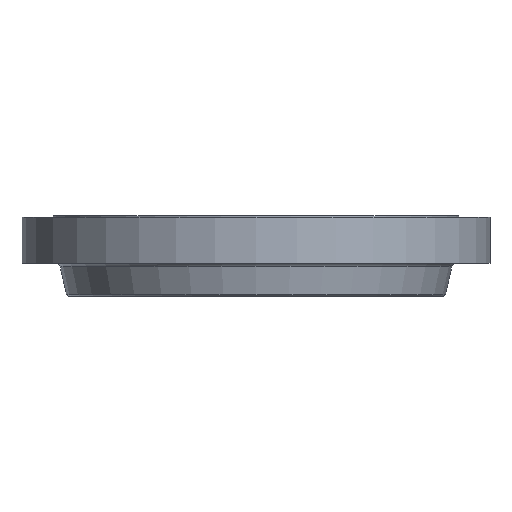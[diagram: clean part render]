
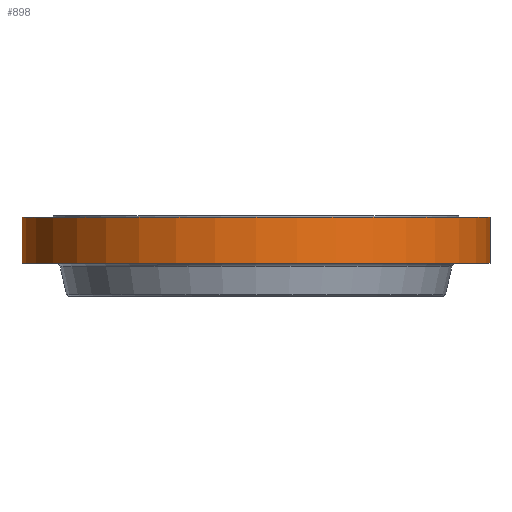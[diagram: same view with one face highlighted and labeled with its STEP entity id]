
A CAD part, front view. The second image highlights one B-rep face of the part: STEP entity #898.
In plain terms, the highlighted cylindrical face has radius 942.975 mm (diameter 1885.95 mm), a partial arc.
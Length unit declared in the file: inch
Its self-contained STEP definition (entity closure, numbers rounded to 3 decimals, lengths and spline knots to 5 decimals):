
#76 = AXIS2_PLACEMENT_3D ( 'NONE', #1042, #2872, #1953 ) ;
#146 = DIRECTION ( 'NONE',  ( 0., 0., 1. ) ) ;
#251 = LINE ( 'NONE', #1142, #1374 ) ;
#380 = CARTESIAN_POINT ( 'NONE',  ( 37.125, 0., -0.25 ) ) ;
#569 = VERTEX_POINT ( 'NONE', #380 ) ;
#578 = DIRECTION ( 'NONE',  ( 1., 0., 0. ) ) ;
#604 = ORIENTED_EDGE ( 'NONE', *, *, #1314, .F. ) ;
#614 = CARTESIAN_POINT ( 'NONE',  ( 0., 0., 0. ) ) ;
#626 = DIRECTION ( 'NONE',  ( 1., 0., 0. ) ) ;
#715 = LINE ( 'NONE', #1955, #817 ) ;
#817 = VECTOR ( 'NONE', #2400, 39.37008 ) ;
#820 = CARTESIAN_POINT ( 'NONE',  ( 0., 0., -0.25 ) ) ;
#898 = ADVANCED_FACE ( 'NONE', ( #2571 ), #1931, .T. ) ;
#1042 = CARTESIAN_POINT ( 'NONE',  ( 0., 0., -7.5625 ) ) ;
#1134 = VERTEX_POINT ( 'NONE', #1215 ) ;
#1142 = CARTESIAN_POINT ( 'NONE',  ( 37.125, 0., 0. ) ) ;
#1163 = VERTEX_POINT ( 'NONE', #2746 ) ;
#1215 = CARTESIAN_POINT ( 'NONE',  ( -37.125, 0., -7.5625 ) ) ;
#1218 = ORIENTED_EDGE ( 'NONE', *, *, #2570, .T. ) ;
#1233 = CIRCLE ( 'NONE', #76, 37.125 ) ;
#1314 = EDGE_CURVE ( 'NONE', #1134, #1163, #715, .T. ) ;
#1374 = VECTOR ( 'NONE', #2026, 39.37008 ) ;
#1480 = ORIENTED_EDGE ( 'NONE', *, *, #1890, .F. ) ;
#1873 = AXIS2_PLACEMENT_3D ( 'NONE', #614, #146, #626 ) ;
#1890 = EDGE_CURVE ( 'NONE', #1163, #569, #2286, .T. ) ;
#1931 = CYLINDRICAL_SURFACE ( 'NONE', #1873, 37.125 ) ;
#1953 = DIRECTION ( 'NONE',  ( 1., 0., 0. ) ) ;
#1955 = CARTESIAN_POINT ( 'NONE',  ( -37.125, 0., 0. ) ) ;
#2012 = ORIENTED_EDGE ( 'NONE', *, *, #2354, .T. ) ;
#2026 = DIRECTION ( 'NONE',  ( 0., 0., 1. ) ) ;
#2286 = CIRCLE ( 'NONE', #2667, 37.125 ) ;
#2329 = DIRECTION ( 'NONE',  ( 0., 0., 1. ) ) ;
#2354 = EDGE_CURVE ( 'NONE', #1134, #2775, #1233, .T. ) ;
#2400 = DIRECTION ( 'NONE',  ( 0., 0., 1. ) ) ;
#2519 = EDGE_LOOP ( 'NONE', ( #604, #2012, #1218, #1480 ) ) ;
#2570 = EDGE_CURVE ( 'NONE', #2775, #569, #251, .T. ) ;
#2571 = FACE_OUTER_BOUND ( 'NONE', #2519, .T. ) ;
#2667 = AXIS2_PLACEMENT_3D ( 'NONE', #820, #2329, #578 ) ;
#2746 = CARTESIAN_POINT ( 'NONE',  ( -37.125, 0., -0.25 ) ) ;
#2775 = VERTEX_POINT ( 'NONE', #2830 ) ;
#2830 = CARTESIAN_POINT ( 'NONE',  ( 37.125, 0., -7.5625 ) ) ;
#2872 = DIRECTION ( 'NONE',  ( 0., 0., 1. ) ) ;
